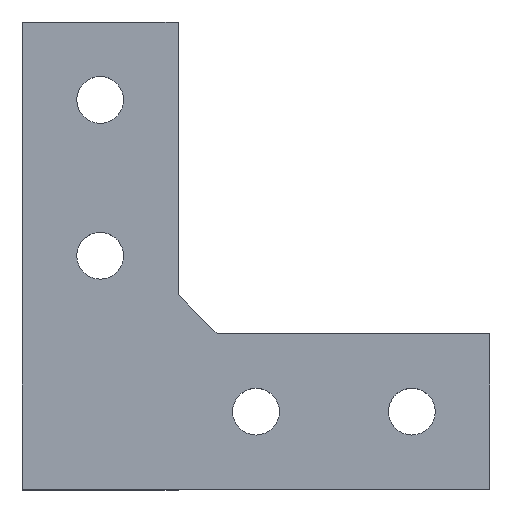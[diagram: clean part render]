
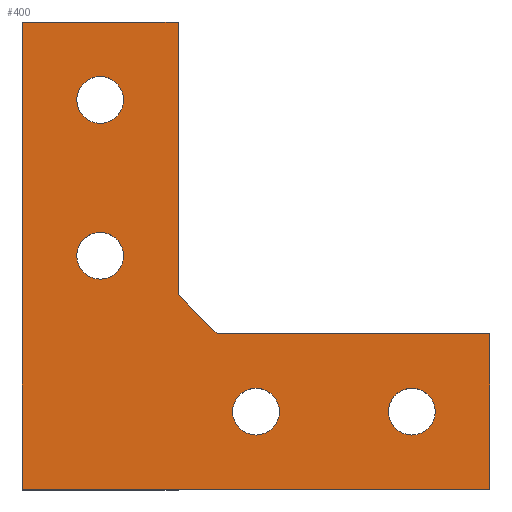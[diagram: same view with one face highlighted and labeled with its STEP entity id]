
A CAD part, top view. The second image highlights one B-rep face of the part: STEP entity #400.
In plain terms, the highlighted planar face has unit normal (0, 0, 1).
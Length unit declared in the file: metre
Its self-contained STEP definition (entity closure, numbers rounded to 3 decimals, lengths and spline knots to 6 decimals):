
#12=B_SPLINE_CURVE_WITH_KNOTS('',3,(#642,#643,#644,#645),.UNSPECIFIED.,
 .F.,.F.,(4,4),(0.,1.),.UNSPECIFIED.);
#21=CIRCLE('',#434,0.003);
#22=CIRCLE('',#436,0.003);
#23=CIRCLE('',#438,0.003);
#24=CIRCLE('',#441,0.003);
#87=ORIENTED_EDGE('',*,*,#171,.F.);
#88=ORIENTED_EDGE('',*,*,#170,.T.);
#89=ORIENTED_EDGE('',*,*,#162,.T.);
#90=ORIENTED_EDGE('',*,*,#158,.T.);
#91=ORIENTED_EDGE('',*,*,#156,.T.);
#92=ORIENTED_EDGE('',*,*,#154,.T.);
#93=ORIENTED_EDGE('',*,*,#152,.F.);
#94=ORIENTED_EDGE('',*,*,#148,.F.);
#95=ORIENTED_EDGE('',*,*,#172,.T.);
#96=ORIENTED_EDGE('',*,*,#165,.T.);
#97=ORIENTED_EDGE('',*,*,#166,.T.);
#98=ORIENTED_EDGE('',*,*,#167,.T.);
#148=EDGE_CURVE('',#199,#200,#233,.T.);
#152=EDGE_CURVE('',#200,#202,#237,.T.);
#154=EDGE_CURVE('',#203,#202,#239,.T.);
#156=EDGE_CURVE('',#204,#203,#241,.T.);
#158=EDGE_CURVE('',#205,#204,#243,.T.);
#162=EDGE_CURVE('',#208,#205,#247,.T.);
#165=EDGE_CURVE('',#210,#210,#21,.T.);
#166=EDGE_CURVE('',#211,#211,#22,.T.);
#167=EDGE_CURVE('',#212,#212,#23,.T.);
#170=EDGE_CURVE('',#214,#208,#252,.F.);
#171=EDGE_CURVE('',#214,#199,#12,.T.);
#172=EDGE_CURVE('',#215,#215,#24,.T.);
#199=VERTEX_POINT('',#595);
#200=VERTEX_POINT('',#596);
#202=VERTEX_POINT('',#603);
#203=VERTEX_POINT('',#607);
#204=VERTEX_POINT('',#611);
#205=VERTEX_POINT('',#615);
#208=VERTEX_POINT('',#623);
#210=VERTEX_POINT('',#629);
#211=VERTEX_POINT('',#632);
#212=VERTEX_POINT('',#635);
#214=VERTEX_POINT('',#641);
#215=VERTEX_POINT('',#648);
#233=LINE('',#594,#276);
#237=LINE('',#602,#280);
#239=LINE('',#606,#282);
#241=LINE('',#610,#284);
#243=LINE('',#614,#286);
#247=LINE('',#622,#290);
#252=LINE('',#640,#295);
#276=VECTOR('',#481,1.);
#280=VECTOR('',#487,1.);
#282=VECTOR('',#491,1.);
#284=VECTOR('',#495,1.);
#286=VECTOR('',#499,1.);
#290=VECTOR('',#505,1.);
#295=VECTOR('',#524,1.);
#325=EDGE_LOOP('',(#87,#88,#89,#90,#91,#92,#93,#94));
#326=EDGE_LOOP('',(#95));
#327=EDGE_LOOP('',(#96));
#328=EDGE_LOOP('',(#97));
#329=EDGE_LOOP('',(#98));
#358=FACE_BOUND('',#325,.T.);
#359=FACE_BOUND('',#326,.T.);
#360=FACE_BOUND('',#327,.T.);
#361=FACE_BOUND('',#328,.T.);
#362=FACE_BOUND('',#329,.T.);
#379=PLANE('',#442);
#400=ADVANCED_FACE('',(#358,#359,#360,#361,#362),#379,.F.);
#434=AXIS2_PLACEMENT_3D('',#628,#510,#511);
#436=AXIS2_PLACEMENT_3D('',#631,#514,#515);
#438=AXIS2_PLACEMENT_3D('',#634,#518,#519);
#441=AXIS2_PLACEMENT_3D('',#647,#527,#528);
#442=AXIS2_PLACEMENT_3D('',#649,#529,#530);
#481=DIRECTION('',(1.,0.,0.));
#487=DIRECTION('',(0.,-1.,0.));
#491=DIRECTION('',(-0.707,0.707,0.));
#495=DIRECTION('',(-1.,0.,0.));
#499=DIRECTION('',(0.,1.,0.));
#505=DIRECTION('',(1.,0.,0.));
#510=DIRECTION('',(0.,0.,-1.));
#511=DIRECTION('',(-1.,0.,0.));
#514=DIRECTION('',(0.,0.,-1.));
#515=DIRECTION('',(-1.,0.,0.));
#518=DIRECTION('',(0.,0.,-1.));
#519=DIRECTION('',(-1.,0.,0.));
#524=DIRECTION('',(0.,1.,0.));
#527=DIRECTION('',(0.,0.,-1.));
#528=DIRECTION('',(-1.,0.,0.));
#529=DIRECTION('',(0.,0.,-1.));
#530=DIRECTION('',(1.,0.,0.));
#594=CARTESIAN_POINT('',(-0.36,0.06,0.));
#595=CARTESIAN_POINT('',(-0.37,0.06,0.));
#596=CARTESIAN_POINT('',(-0.35,0.06,0.));
#602=CARTESIAN_POINT('',(-0.35,0.0425,0.));
#603=CARTESIAN_POINT('',(-0.35,0.025,0.));
#606=CARTESIAN_POINT('',(-0.3475,0.0225,0.));
#607=CARTESIAN_POINT('',(-0.345,0.02,0.));
#610=CARTESIAN_POINT('',(-0.3275,0.02,0.));
#611=CARTESIAN_POINT('',(-0.31,0.02,0.));
#614=CARTESIAN_POINT('',(-0.31,0.01,0.));
#615=CARTESIAN_POINT('',(-0.31,0.,0.));
#622=CARTESIAN_POINT('',(-0.33,0.,0.));
#623=CARTESIAN_POINT('',(-0.37,0.,0.));
#628=CARTESIAN_POINT('',(-0.32,0.01,0.));
#629=CARTESIAN_POINT('',(-0.323,0.01,0.));
#631=CARTESIAN_POINT('',(-0.34,0.01,0.));
#632=CARTESIAN_POINT('',(-0.343,0.01,0.));
#634=CARTESIAN_POINT('',(-0.36,0.03,0.));
#635=CARTESIAN_POINT('',(-0.363,0.03,0.));
#640=CARTESIAN_POINT('',(-0.37,0.185001,0.));
#641=CARTESIAN_POINT('',(-0.37,0.02,0.));
#642=CARTESIAN_POINT('',(-0.37,0.02,0.));
#643=CARTESIAN_POINT('',(-0.37,0.033333,0.));
#644=CARTESIAN_POINT('',(-0.37,0.046667,0.));
#645=CARTESIAN_POINT('',(-0.37,0.06,0.));
#647=CARTESIAN_POINT('',(-0.36,0.05,0.));
#648=CARTESIAN_POINT('',(-0.363,0.05,0.));
#649=CARTESIAN_POINT('',(-0.340001,0.185001,0.));
